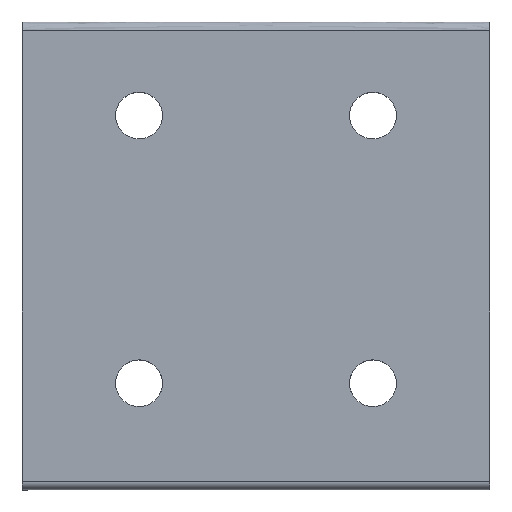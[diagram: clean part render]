
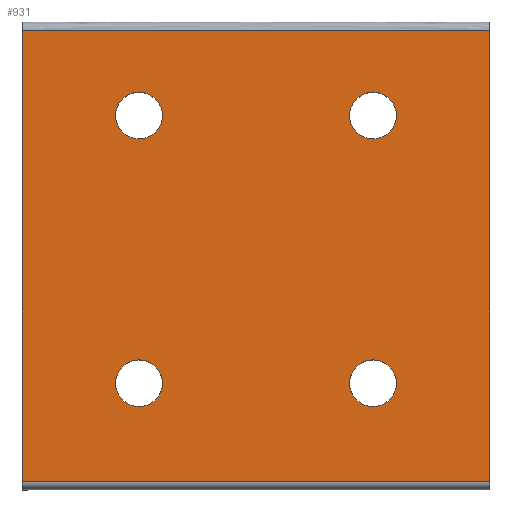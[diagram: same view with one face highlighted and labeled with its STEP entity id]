
A CAD part, top view. The second image highlights one B-rep face of the part: STEP entity #931.
In plain terms, the highlighted planar face has unit normal (0, 0, 1).
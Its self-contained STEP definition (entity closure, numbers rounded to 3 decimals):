
#132=CARTESIAN_POINT('',(-868.354,95.435,583.451));
#133=VERTEX_POINT('',#132);
#149=CARTESIAN_POINT('',(-859.354,95.435,583.451));
#150=VERTEX_POINT('',#149);
#157=CARTESIAN_POINT('',(-863.854,95.435,583.451));
#158=DIRECTION('',(0.0,0.0,-1.0));
#159=DIRECTION('',(-1.0,0.0,0.0));
#160=AXIS2_PLACEMENT_3D('',#157,#158,#159);
#161=CIRCLE('',#160,4.5);
#162=EDGE_CURVE('',#133,#150,#161,.T.);
#174=CARTESIAN_POINT('',(-868.354,43.935,583.451));
#175=VERTEX_POINT('',#174);
#225=CARTESIAN_POINT('',(-859.354,43.935,583.451));
#226=VERTEX_POINT('',#225);
#233=CARTESIAN_POINT('',(-863.854,43.935,583.451));
#234=DIRECTION('',(0.0,0.0,-1.0));
#235=DIRECTION('',(-1.0,0.0,0.0));
#236=AXIS2_PLACEMENT_3D('',#233,#234,#235);
#237=CIRCLE('',#236,4.5);
#238=EDGE_CURVE('',#175,#226,#237,.T.);
#250=CARTESIAN_POINT('',(-823.354,43.935,583.451));
#251=VERTEX_POINT('',#250);
#301=CARTESIAN_POINT('',(-814.354,43.935,583.451));
#302=VERTEX_POINT('',#301);
#309=CARTESIAN_POINT('',(-818.854,43.935,583.451));
#310=DIRECTION('',(0.0,0.0,-1.0));
#311=DIRECTION('',(-1.0,0.0,0.0));
#312=AXIS2_PLACEMENT_3D('',#309,#310,#311);
#313=CIRCLE('',#312,4.5);
#314=EDGE_CURVE('',#251,#302,#313,.T.);
#326=CARTESIAN_POINT('',(-823.354,95.435,583.451));
#327=VERTEX_POINT('',#326);
#343=CARTESIAN_POINT('',(-814.354,95.435,583.451));
#344=VERTEX_POINT('',#343);
#351=CARTESIAN_POINT('',(-818.854,95.435,583.451));
#352=DIRECTION('',(0.0,0.0,-1.0));
#353=DIRECTION('',(-1.0,0.0,0.0));
#354=AXIS2_PLACEMENT_3D('',#351,#352,#353);
#355=CIRCLE('',#354,4.5);
#356=EDGE_CURVE('',#327,#344,#355,.T.);
#367=CARTESIAN_POINT('',(-818.854,95.435,583.451));
#368=DIRECTION('',(0.0,0.0,-1.0));
#369=DIRECTION('',(-1.0,0.0,0.0));
#370=AXIS2_PLACEMENT_3D('',#367,#368,#369);
#371=CIRCLE('',#370,4.5);
#372=EDGE_CURVE('',#344,#327,#371,.T.);
#391=CARTESIAN_POINT('',(-818.854,43.935,583.451));
#392=DIRECTION('',(0.0,0.0,-1.0));
#393=DIRECTION('',(-1.0,0.0,0.0));
#394=AXIS2_PLACEMENT_3D('',#391,#392,#393);
#395=CIRCLE('',#394,4.5);
#396=EDGE_CURVE('',#302,#251,#395,.T.);
#449=CARTESIAN_POINT('',(-863.854,43.935,583.451));
#450=DIRECTION('',(0.0,0.0,-1.0));
#451=DIRECTION('',(-1.0,0.0,0.0));
#452=AXIS2_PLACEMENT_3D('',#449,#450,#451);
#453=CIRCLE('',#452,4.5);
#454=EDGE_CURVE('',#226,#175,#453,.T.);
#507=CARTESIAN_POINT('',(-863.854,95.435,583.451));
#508=DIRECTION('',(0.0,0.0,-1.0));
#509=DIRECTION('',(-1.0,0.0,0.0));
#510=AXIS2_PLACEMENT_3D('',#507,#508,#509);
#511=CIRCLE('',#510,4.5);
#512=EDGE_CURVE('',#150,#133,#511,.T.);
#857=CARTESIAN_POINT('',(-886.354,25.092,583.451));
#858=VERTEX_POINT('',#857);
#867=CARTESIAN_POINT('',(-796.354,25.092,583.451));
#868=VERTEX_POINT('',#867);
#876=CARTESIAN_POINT('',(-886.354,25.092,583.451));
#877=DIRECTION('',(1.0,0.0,0.0));
#878=VECTOR('',#877,90.0);
#879=LINE('',#876,#878);
#880=EDGE_CURVE('',#858,#868,#879,.T.);
#885=CARTESIAN_POINT('',(-886.354,111.779,583.451));
#886=DIRECTION('',(0.0,0.0,1.0));
#887=DIRECTION('',(0.0,-1.0,0.0));
#888=AXIS2_PLACEMENT_3D('',#885,#886,#887);
#889=PLANE('',#888);
#890=CARTESIAN_POINT('',(-886.354,111.779,583.451));
#891=VERTEX_POINT('',#890);
#892=CARTESIAN_POINT('',(-886.354,111.779,583.451));
#893=DIRECTION('',(0.0,-1.0,0.0));
#894=VECTOR('',#893,86.687);
#895=LINE('',#892,#894);
#896=EDGE_CURVE('',#891,#858,#895,.T.);
#897=ORIENTED_EDGE('',*,*,#896,.T.);
#898=ORIENTED_EDGE('',*,*,#880,.T.);
#899=CARTESIAN_POINT('',(-796.354,111.779,583.451));
#900=VERTEX_POINT('',#899);
#901=CARTESIAN_POINT('',(-796.354,111.779,583.451));
#902=DIRECTION('',(0.0,-1.0,0.0));
#903=VECTOR('',#902,86.687);
#904=LINE('',#901,#903);
#905=EDGE_CURVE('',#900,#868,#904,.T.);
#906=ORIENTED_EDGE('',*,*,#905,.F.);
#907=CARTESIAN_POINT('',(-886.354,111.779,583.451));
#908=DIRECTION('',(1.0,0.0,0.0));
#909=VECTOR('',#908,90.0);
#910=LINE('',#907,#909);
#911=EDGE_CURVE('',#891,#900,#910,.T.);
#912=ORIENTED_EDGE('',*,*,#911,.F.);
#913=EDGE_LOOP('',(#897,#898,#906,#912));
#914=FACE_OUTER_BOUND('',#913,.T.);
#915=ORIENTED_EDGE('',*,*,#372,.T.);
#916=ORIENTED_EDGE('',*,*,#356,.T.);
#917=EDGE_LOOP('',(#915,#916));
#918=FACE_BOUND('',#917,.T.);
#919=ORIENTED_EDGE('',*,*,#396,.T.);
#920=ORIENTED_EDGE('',*,*,#314,.T.);
#921=EDGE_LOOP('',(#919,#920));
#922=FACE_BOUND('',#921,.T.);
#923=ORIENTED_EDGE('',*,*,#454,.T.);
#924=ORIENTED_EDGE('',*,*,#238,.T.);
#925=EDGE_LOOP('',(#923,#924));
#926=FACE_BOUND('',#925,.T.);
#927=ORIENTED_EDGE('',*,*,#512,.T.);
#928=ORIENTED_EDGE('',*,*,#162,.T.);
#929=EDGE_LOOP('',(#927,#928));
#930=FACE_BOUND('',#929,.T.);
#931=ADVANCED_FACE('',(#914,#918,#922,#926,#930),#889,.T.);
